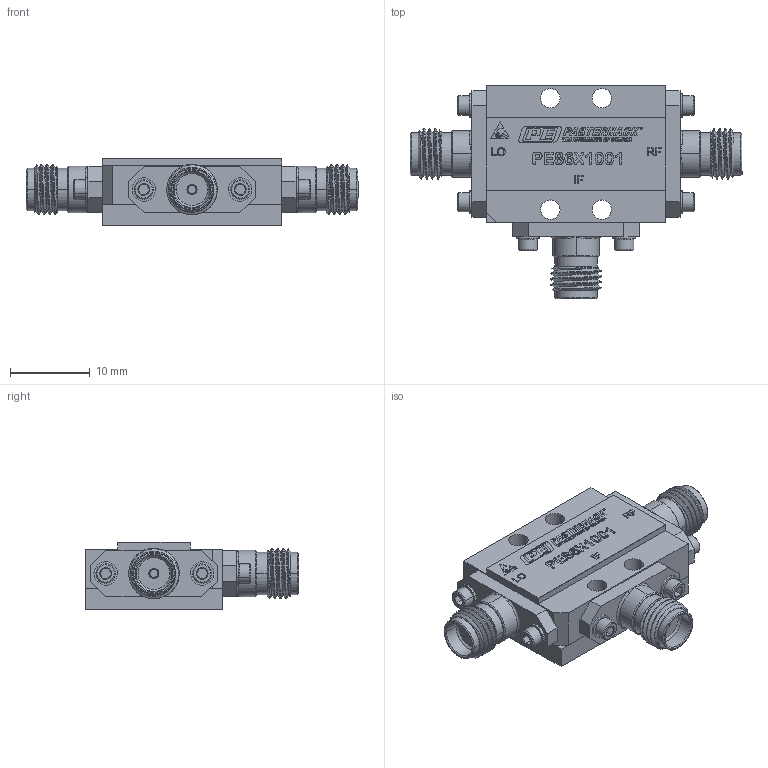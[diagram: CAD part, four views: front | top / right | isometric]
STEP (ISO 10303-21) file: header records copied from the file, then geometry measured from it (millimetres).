
FILE_DESCRIPTION (( 'STEP AP214' ), '1' );
FILE_NAME ('PE86X1001.STEP', '2017-11-10T19:49:09', ( '' ), ( '' ), 'SwSTEP 2.0', 'SolidWorks 2017', '' );
FILE_SCHEMA (( 'AUTOMOTIVE_DESIGN' ));
Length unit declared in the file: inch
Products named in the file (1): PE86X1001
Bounding box: 41.76 x 26.85 x 8.51 mm (x, y, z)
Volume: 3985.9 mm3; surface area: 4389.7 mm2
Topology: 15 solids, 15 shells, 1482 faces, 3871 edges, 2523 vertices
Faces by surface type: plane 643, cylinder 448, bspline 265, cone 120, torus 6
Entity records: 83249 total; most frequent: CARTESIAN_POINT 30842, ORIENTED_EDGE 7718, DIRECTION 5800, EDGE_CURVE 3859, VERTEX_POINT 2523, LINE 2180, VECTOR 2180, AXIS2_PLACEMENT_3D 1810
